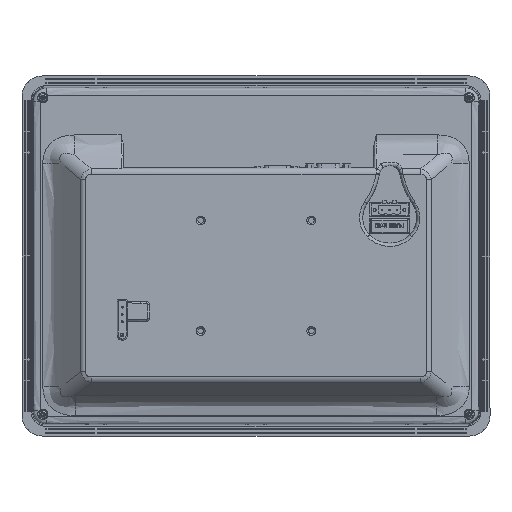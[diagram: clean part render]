
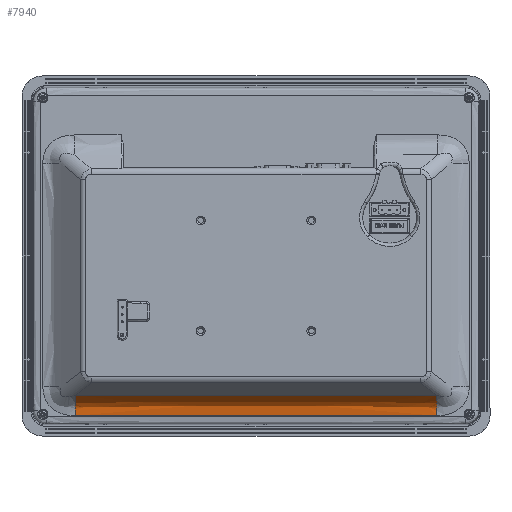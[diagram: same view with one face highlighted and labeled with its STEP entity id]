
A CAD part, front view. The second image highlights one B-rep face of the part: STEP entity #7940.
In plain terms, the highlighted free-form (B-spline) face has degree [3, 2] with [4, 3] control points.
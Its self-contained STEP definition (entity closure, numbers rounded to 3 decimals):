
#803 = CARTESIAN_POINT ( 'NONE',  ( -122.532, -27.009, -94.364 ) ) ;
#810 = CARTESIAN_POINT ( 'NONE',  ( 122.532, -18.4, -108.301 ) ) ;
#926 = CARTESIAN_POINT ( 'NONE',  ( 122.532, -18.4, -101.4 ) ) ;
#927 = CARTESIAN_POINT ( 'NONE',  ( -122.532, -18.4, -101.4 ) ) ;
#928 = CARTESIAN_POINT ( 'NONE',  ( -122.532, -18.4, -108.301 ) ) ;
#930 = LINE ( 'NONE', #1007, #39857 ) ;
#1007 = CARTESIAN_POINT ( 'NONE',  ( -0.185, -18.4, -108.301 ) ) ;
#1008 = DIRECTION ( 'NONE',  ( 1., 0., 0. ) ) ;
#1011 = CARTESIAN_POINT ( 'NONE',  ( 122.532, -27.009, -94.364 ) ) ;
#1012 = LINE ( 'NONE', #1014, #39861 ) ;
#1014 = CARTESIAN_POINT ( 'NONE',  ( 0., -27.009, -94.364 ) ) ;
#1015 = DIRECTION ( 'NONE',  ( 1., 0., 0. ) ) ;
#4174 = EDGE_LOOP ( 'NONE', ( #28323, #28325, #28326, #28327 ) ) ;
#7696 = CARTESIAN_POINT ( 'NONE',  ( -122.532, -18.4, -108.301 ) ) ;
#7700 = CARTESIAN_POINT ( 'NONE',  ( -122.532, -27.009, -94.364 ) ) ;
#7701 = CARTESIAN_POINT ( 'NONE',  ( 122.532, -18.4, -108.301 ) ) ;
#7705 = CARTESIAN_POINT ( 'NONE',  ( 122.532, -27.009, -94.364 ) ) ;
#7940 = ADVANCED_FACE ( 'NONE', ( #20441 ), #37267, .T. ) ;
#15434 = EDGE_CURVE ( 'NONE', #28112, #28109, #33484, .T. ) ;
#15436 = EDGE_CURVE ( 'NONE', #28109, #28114, #930, .T. ) ;
#15437 = EDGE_CURVE ( 'NONE', #28114, #28117, #33485, .T. ) ;
#15438 = EDGE_CURVE ( 'NONE', #28112, #28117, #1012, .T. ) ;
#20440 = CARTESIAN_POINT ( 'NONE',  ( -132.516, -18.4, -108.301 ) ) ;
#20441 = FACE_OUTER_BOUND ( 'NONE', #4174, .T. ) ;
#20548 = CARTESIAN_POINT ( 'NONE',  ( -132.516, -18.4, -101.4 ) ) ;
#20549 = CARTESIAN_POINT ( 'NONE',  ( -132.516, -27.009, -94.364 ) ) ;
#20550 = CARTESIAN_POINT ( 'NONE',  ( -44.295, -18.4, -108.301 ) ) ;
#20551 = CARTESIAN_POINT ( 'NONE',  ( -44.295, -18.4, -101.4 ) ) ;
#20552 = CARTESIAN_POINT ( 'NONE',  ( -44.295, -27.009, -94.364 ) ) ;
#20553 = CARTESIAN_POINT ( 'NONE',  ( 43.926, -18.4, -108.301 ) ) ;
#20554 = CARTESIAN_POINT ( 'NONE',  ( 43.926, -18.4, -101.4 ) ) ;
#20555 = CARTESIAN_POINT ( 'NONE',  ( 43.926, -27.009, -94.364 ) ) ;
#20556 = CARTESIAN_POINT ( 'NONE',  ( 132.147, -18.4, -108.301 ) ) ;
#20557 = CARTESIAN_POINT ( 'NONE',  ( 132.147, -18.4, -101.4 ) ) ;
#20558 = CARTESIAN_POINT ( 'NONE',  ( 132.147, -27.009, -94.364 ) ) ;
#28109 = VERTEX_POINT ( 'NONE', #7696 ) ;
#28112 = VERTEX_POINT ( 'NONE', #7700 ) ;
#28114 = VERTEX_POINT ( 'NONE', #7701 ) ;
#28117 = VERTEX_POINT ( 'NONE', #7705 ) ;
#28323 = ORIENTED_EDGE ( 'NONE', *, *, #15434, .T. ) ;
#28325 = ORIENTED_EDGE ( 'NONE', *, *, #15436, .T. ) ;
#28326 = ORIENTED_EDGE ( 'NONE', *, *, #15437, .T. ) ;
#28327 = ORIENTED_EDGE ( 'NONE', *, *, #15438, .F. ) ;
#33484 =( BOUNDED_CURVE ( )  B_SPLINE_CURVE ( 2, ( #803, #927, #928 ),
 .UNSPECIFIED., .F., .T. ) 
 B_SPLINE_CURVE_WITH_KNOTS ( ( 3, 3 ),
 ( 0., 1. ),
 .UNSPECIFIED. ) 
 CURVE ( )  GEOMETRIC_REPRESENTATION_ITEM ( )  RATIONAL_B_SPLINE_CURVE ( ( 1., 2.333, 1. ) ) 
 REPRESENTATION_ITEM ( '' )  );
#33485 =( BOUNDED_CURVE ( )  B_SPLINE_CURVE ( 2, ( #810, #926, #1011 ),
 .UNSPECIFIED., .F., .T. ) 
 B_SPLINE_CURVE_WITH_KNOTS ( ( 3, 3 ),
 ( 0., 1. ),
 .UNSPECIFIED. ) 
 CURVE ( )  GEOMETRIC_REPRESENTATION_ITEM ( )  RATIONAL_B_SPLINE_CURVE ( ( 1., 2.333, 1. ) ) 
 REPRESENTATION_ITEM ( '' )  );
#37267 =( BOUNDED_SURFACE ( )  B_SPLINE_SURFACE ( 3, 2, ( 
 ( #20440, #20548, #20549 ),
 ( #20550, #20551, #20552 ),
 ( #20553, #20554, #20555 ),
 ( #20556, #20557, #20558 ) ),
 .UNSPECIFIED., .F., .F., .F. ) 
 B_SPLINE_SURFACE_WITH_KNOTS ( ( 4, 4 ),
 ( 3, 3 ),
 ( 0., 1. ),
 ( 0., 1. ),
 .UNSPECIFIED. ) 
 GEOMETRIC_REPRESENTATION_ITEM ( )  RATIONAL_B_SPLINE_SURFACE ( (
 ( 1., 2.333, 1.),
 ( 1., 2.333, 1.),
 ( 1., 2.333, 1.),
 ( 1., 2.333, 1.) ) ) 
 REPRESENTATION_ITEM ( '' )  SURFACE ( )  );
#39857 = VECTOR ( 'NONE', #1008, 1000. ) ;
#39861 = VECTOR ( 'NONE', #1015, 1000. ) ;
